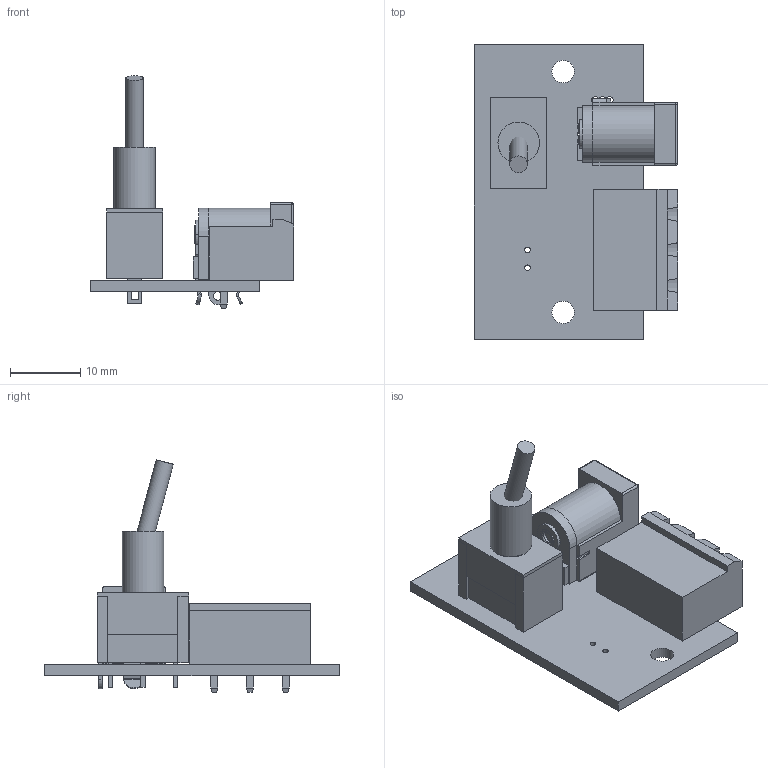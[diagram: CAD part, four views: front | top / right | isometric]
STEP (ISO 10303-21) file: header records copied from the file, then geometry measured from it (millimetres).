
FILE_DESCRIPTION(('KiCad electronic assembly'),'2;1');
FILE_NAME('laser_board.step','2023-07-28T05:01:34',('An Author'),( 'A Company'),'Open CASCADE STEP processor 6.9', 'KiCad to STEP converter','Unknown');
FILE_SCHEMA(('AUTOMOTIVE_DESIGN { 1 0 10303 214 1 1 1 1 }'));
Length unit declared in the file: millimetre
Products named in the file (8): Open CASCADE STEP translator 6.9 1; PhoenixContact_MSTBA_2,5_3-G-5,08_1x03_P5.08mm_Horizontal; SOLID; DC_PowerJack; COMPOUND; switch_blue
Assembly tree (7 placements, depth 3):
  Open CASCADE STEP translator 6.9 1
    PhoenixContact_MSTBA_2,5_3-G-5,08_1x03_P5.08mm_Horizontal
      SOLID
    DC_PowerJack
      COMPOUND
    switch_blue
      COMPOUND
    COMPOUND
Bounding box: 29.05 x 41.91 x 33.11 mm (x, y, z)
Volume: 4677.2 mm3; surface area: 6499.5 mm2
Topology: 16 solids, 16 shells, 346 faces, 866 edges, 558 vertices
Faces by surface type: plane 239, cylinder 97, sphere 6, cone 2, torus 2
Full cylindrical faces by diameter (mm): 0.8 x2, 1 x9, 1.2 x3, 2.5 x1, 3.2 x2, 5.7 x1, 5.901 x1
Entity records: 23299 total; most frequent: CARTESIAN_POINT 4694, DIRECTION 3374, LINE 2122, VECTOR 2122, ORIENTED_EDGE 1720, PCURVE 1720, DEFINITIONAL_REPRESENTATION 1720, EDGE_CURVE 860
